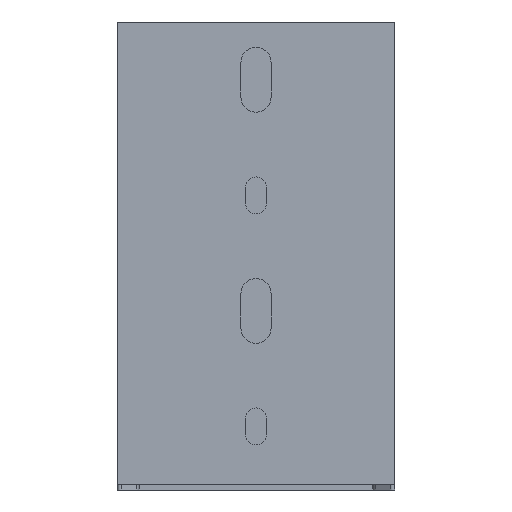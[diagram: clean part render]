
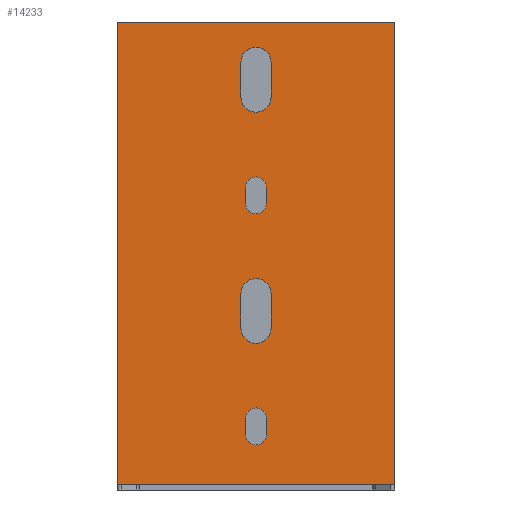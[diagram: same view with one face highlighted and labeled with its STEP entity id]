
A CAD part, front view. The second image highlights one B-rep face of the part: STEP entity #14233.
In plain terms, the highlighted planar face has unit normal (0, -1, 0).
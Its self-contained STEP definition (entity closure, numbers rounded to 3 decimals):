
#281=DIRECTION('',(-1.,0.,0.));
#282=VECTOR('',#281,60.1);
#283=CARTESIAN_POINT('',(30.05,-2.3,0.));
#284=LINE('',#283,#282);
#3538=DIRECTION('',(1.,0.,0.));
#3539=VECTOR('',#3538,60.1);
#3540=CARTESIAN_POINT('',(-30.05,-2.3,-100.));
#3541=LINE('',#3540,#3539);
#3888=DIRECTION('',(0.,0.,-1.));
#3889=VECTOR('',#3888,100.);
#3890=CARTESIAN_POINT('',(-30.05,-2.3,0.));
#3891=LINE('',#3890,#3889);
#7007=DIRECTION('',(0.,0.,-1.));
#7008=VECTOR('',#7007,100.);
#7009=CARTESIAN_POINT('',(30.05,-2.3,0.));
#7010=LINE('',#7009,#7008);
#7014=DIRECTION('',(0.,0.,1.));
#7015=VECTOR('',#7014,3.5);
#7016=CARTESIAN_POINT('',(2.25,-2.3,-89.25));
#7017=LINE('',#7016,#7015);
#7021=DIRECTION('',(0.,0.,1.));
#7022=VECTOR('',#7021,3.5);
#7023=CARTESIAN_POINT('',(-2.25,-2.3,-89.25));
#7024=LINE('',#7023,#7022);
#7028=DIRECTION('',(0.,0.,1.));
#7029=VECTOR('',#7028,7.5);
#7030=CARTESIAN_POINT('',(3.25,-2.3,-16.25));
#7031=LINE('',#7030,#7029);
#7035=DIRECTION('',(0.,0.,1.));
#7036=VECTOR('',#7035,7.5);
#7037=CARTESIAN_POINT('',(-3.25,-2.3,-16.25));
#7038=LINE('',#7037,#7036);
#7042=DIRECTION('',(0.,0.,1.));
#7043=VECTOR('',#7042,3.5);
#7044=CARTESIAN_POINT('',(2.25,-2.3,-39.25));
#7045=LINE('',#7044,#7043);
#7049=DIRECTION('',(0.,0.,1.));
#7050=VECTOR('',#7049,3.5);
#7051=CARTESIAN_POINT('',(-2.25,-2.3,-39.25));
#7052=LINE('',#7051,#7050);
#7056=DIRECTION('',(0.,0.,1.));
#7057=VECTOR('',#7056,7.5);
#7058=CARTESIAN_POINT('',(3.25,-2.3,-66.25));
#7059=LINE('',#7058,#7057);
#7063=DIRECTION('',(0.,0.,1.));
#7064=VECTOR('',#7063,7.5);
#7065=CARTESIAN_POINT('',(-3.25,-2.3,-66.25));
#7066=LINE('',#7065,#7064);
#7070=CARTESIAN_POINT('',(0.,-2.3,-89.25));
#7071=DIRECTION('',(0.,1.,0.));
#7072=DIRECTION('',(1.,0.,0.));
#7073=AXIS2_PLACEMENT_3D('',#7070,#7071,#7072);
#7108=CARTESIAN_POINT('',(0.,-2.3,-85.75));
#7109=DIRECTION('',(0.,1.,0.));
#7110=DIRECTION('',(-1.,0.,0.));
#7111=AXIS2_PLACEMENT_3D('',#7108,#7109,#7110);
#7130=CARTESIAN_POINT('',(0.,-2.3,-16.25));
#7131=DIRECTION('',(0.,1.,0.));
#7132=DIRECTION('',(1.,0.,0.));
#7133=AXIS2_PLACEMENT_3D('',#7130,#7131,#7132);
#7168=CARTESIAN_POINT('',(0.,-2.3,-8.75));
#7169=DIRECTION('',(0.,1.,0.));
#7170=DIRECTION('',(-1.,0.,0.));
#7171=AXIS2_PLACEMENT_3D('',#7168,#7169,#7170);
#7190=CARTESIAN_POINT('',(0.,-2.3,-39.25));
#7191=DIRECTION('',(0.,1.,0.));
#7192=DIRECTION('',(1.,0.,0.));
#7193=AXIS2_PLACEMENT_3D('',#7190,#7191,#7192);
#7228=CARTESIAN_POINT('',(0.,-2.3,-35.75));
#7229=DIRECTION('',(0.,1.,0.));
#7230=DIRECTION('',(-1.,0.,0.));
#7231=AXIS2_PLACEMENT_3D('',#7228,#7229,#7230);
#7250=CARTESIAN_POINT('',(0.,-2.3,-66.25));
#7251=DIRECTION('',(0.,1.,0.));
#7252=DIRECTION('',(1.,0.,0.));
#7253=AXIS2_PLACEMENT_3D('',#7250,#7251,#7252);
#7288=CARTESIAN_POINT('',(0.,-2.3,-58.75));
#7289=DIRECTION('',(0.,1.,0.));
#7290=DIRECTION('',(-1.,0.,0.));
#7291=AXIS2_PLACEMENT_3D('',#7288,#7289,#7290);
#7396=CARTESIAN_POINT('',(-3.25,-2.3,-8.75));
#7397=CARTESIAN_POINT('',(3.25,-2.3,-8.75));
#7398=VERTEX_POINT('',#7396);
#7399=VERTEX_POINT('',#7397);
#7408=CARTESIAN_POINT('',(3.25,-2.3,-16.25));
#7409=CARTESIAN_POINT('',(-3.25,-2.3,-16.25));
#7410=VERTEX_POINT('',#7408);
#7411=VERTEX_POINT('',#7409);
#7412=CARTESIAN_POINT('',(-2.25,-2.3,-35.75));
#7413=CARTESIAN_POINT('',(2.25,-2.3,-35.75));
#7414=VERTEX_POINT('',#7412);
#7415=VERTEX_POINT('',#7413);
#7424=CARTESIAN_POINT('',(2.25,-2.3,-39.25));
#7425=CARTESIAN_POINT('',(-2.25,-2.3,-39.25));
#7426=VERTEX_POINT('',#7424);
#7427=VERTEX_POINT('',#7425);
#7428=CARTESIAN_POINT('',(-3.25,-2.3,-66.25));
#7429=CARTESIAN_POINT('',(-3.25,-2.3,-58.75));
#7430=VERTEX_POINT('',#7428);
#7431=VERTEX_POINT('',#7429);
#7432=CARTESIAN_POINT('',(-2.25,-2.3,-89.25));
#7433=CARTESIAN_POINT('',(-2.25,-2.3,-85.75));
#7434=VERTEX_POINT('',#7432);
#7435=VERTEX_POINT('',#7433);
#7444=CARTESIAN_POINT('',(3.25,-2.3,-66.25));
#7445=CARTESIAN_POINT('',(3.25,-2.3,-58.75));
#7446=VERTEX_POINT('',#7444);
#7447=VERTEX_POINT('',#7445);
#7448=CARTESIAN_POINT('',(2.25,-2.3,-89.25));
#7449=CARTESIAN_POINT('',(2.25,-2.3,-85.75));
#7450=VERTEX_POINT('',#7448);
#7451=VERTEX_POINT('',#7449);
#8100=CARTESIAN_POINT('',(-30.05,-2.3,0.));
#8101=CARTESIAN_POINT('',(-30.05,-2.3,-100.));
#8102=VERTEX_POINT('',#8100);
#8103=VERTEX_POINT('',#8101);
#8104=CARTESIAN_POINT('',(30.05,-2.3,0.));
#8105=CARTESIAN_POINT('',(30.05,-2.3,-100.));
#8106=VERTEX_POINT('',#8104);
#8107=VERTEX_POINT('',#8105);
#14182=CARTESIAN_POINT('',(-30.05,-2.3,0.));
#14183=DIRECTION('',(0.,-1.,0.));
#14184=DIRECTION('',(1.,0.,0.));
#14185=AXIS2_PLACEMENT_3D('',#14182,#14183,#14184);
#14186=PLANE('',#14185);
#14187=ORIENTED_EDGE('',*,*,#11396,.F.);
#14188=ORIENTED_EDGE('',*,*,#11776,.F.);
#14189=ORIENTED_EDGE('',*,*,#8751,.F.);
#14190=ORIENTED_EDGE('',*,*,#9037,.T.);
#14191=EDGE_LOOP('',(#14187,#14188,#14189,#14190));
#14192=FACE_OUTER_BOUND('',#14191,.F.);
#14194=ORIENTED_EDGE('',*,*,#14193,.F.);
#14196=ORIENTED_EDGE('',*,*,#14195,.T.);
#14198=ORIENTED_EDGE('',*,*,#14197,.F.);
#14200=ORIENTED_EDGE('',*,*,#14199,.F.);
#14201=EDGE_LOOP('',(#14194,#14196,#14198,#14200));
#14202=FACE_BOUND('',#14201,.F.);
#14204=ORIENTED_EDGE('',*,*,#14203,.F.);
#14206=ORIENTED_EDGE('',*,*,#14205,.T.);
#14208=ORIENTED_EDGE('',*,*,#14207,.F.);
#14210=ORIENTED_EDGE('',*,*,#14209,.F.);
#14211=EDGE_LOOP('',(#14204,#14206,#14208,#14210));
#14212=FACE_BOUND('',#14211,.F.);
#14214=ORIENTED_EDGE('',*,*,#14213,.F.);
#14216=ORIENTED_EDGE('',*,*,#14215,.T.);
#14218=ORIENTED_EDGE('',*,*,#14217,.F.);
#14220=ORIENTED_EDGE('',*,*,#14219,.F.);
#14221=EDGE_LOOP('',(#14214,#14216,#14218,#14220));
#14222=FACE_BOUND('',#14221,.F.);
#14224=ORIENTED_EDGE('',*,*,#14223,.F.);
#14226=ORIENTED_EDGE('',*,*,#14225,.T.);
#14228=ORIENTED_EDGE('',*,*,#14227,.F.);
#14230=ORIENTED_EDGE('',*,*,#14229,.F.);
#14231=EDGE_LOOP('',(#14224,#14226,#14228,#14230));
#14232=FACE_BOUND('',#14231,.F.);
#7074=CIRCLE('',#7073,2.25);
#7112=CIRCLE('',#7111,2.25);
#7134=CIRCLE('',#7133,3.25);
#7172=CIRCLE('',#7171,3.25);
#7194=CIRCLE('',#7193,2.25);
#7232=CIRCLE('',#7231,2.25);
#7254=CIRCLE('',#7253,3.25);
#7292=CIRCLE('',#7291,3.25);
#8751=EDGE_CURVE('',#8106,#8102,#284,.T.);
#9037=EDGE_CURVE('',#8106,#8107,#7010,.T.);
#11396=EDGE_CURVE('',#8103,#8107,#3541,.T.);
#11776=EDGE_CURVE('',#8102,#8103,#3891,.T.);
#14193=EDGE_CURVE('',#7450,#7434,#7074,.T.);
#14195=EDGE_CURVE('',#7450,#7451,#7017,.T.);
#14197=EDGE_CURVE('',#7435,#7451,#7112,.T.);
#14199=EDGE_CURVE('',#7434,#7435,#7024,.T.);
#14203=EDGE_CURVE('',#7410,#7411,#7134,.T.);
#14205=EDGE_CURVE('',#7410,#7399,#7031,.T.);
#14207=EDGE_CURVE('',#7398,#7399,#7172,.T.);
#14209=EDGE_CURVE('',#7411,#7398,#7038,.T.);
#14213=EDGE_CURVE('',#7426,#7427,#7194,.T.);
#14215=EDGE_CURVE('',#7426,#7415,#7045,.T.);
#14217=EDGE_CURVE('',#7414,#7415,#7232,.T.);
#14219=EDGE_CURVE('',#7427,#7414,#7052,.T.);
#14223=EDGE_CURVE('',#7446,#7430,#7254,.T.);
#14225=EDGE_CURVE('',#7446,#7447,#7059,.T.);
#14227=EDGE_CURVE('',#7431,#7447,#7292,.T.);
#14229=EDGE_CURVE('',#7430,#7431,#7066,.T.);
#14233=ADVANCED_FACE('',(#14192,#14202,#14212,#14222,#14232),#14186,.T.);
